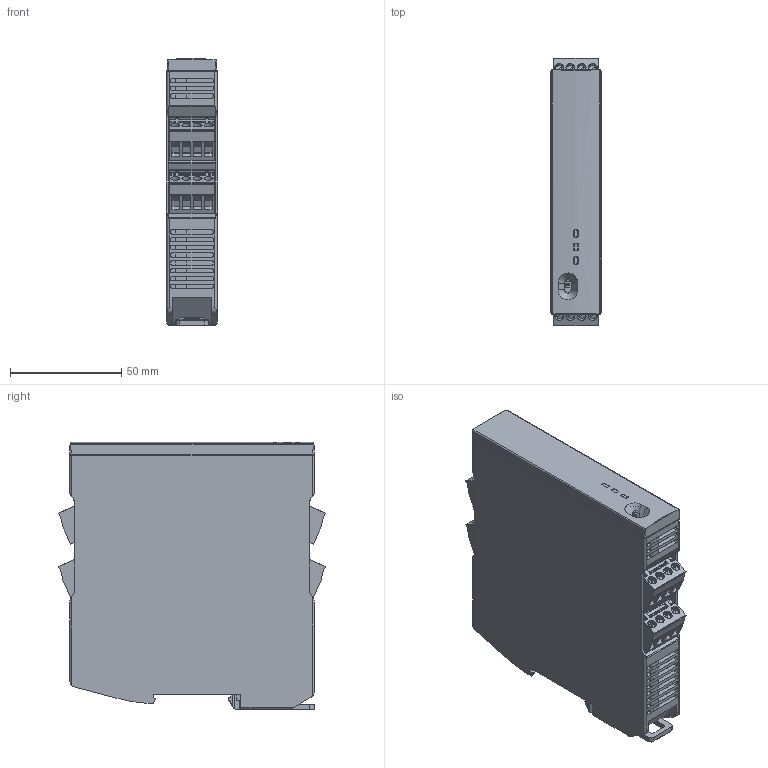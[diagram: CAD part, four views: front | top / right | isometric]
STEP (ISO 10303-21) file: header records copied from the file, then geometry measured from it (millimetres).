
FILE_DESCRIPTION(/* description */ ('STEP AP242','CAx-IF Rec.Pracs.---Representation and Presentation of Product Manufacturing Information (PMI)---4.0---2014-10-13','CAx-IF Rec.Pracs.---3D Tessellated Geometry---0.4---2014-09-14','2;1'),/* implementation_level */ '2;1');
FILE_NAME(/* name */ 'abb_2TLA010050R0000_Sentry SSR10 Safety relay 3NO+1NC_ +24 VDC_ screw',/* time_stamp */ '2025-09-26T19:24:32+02:00',/* author */ ('License CC BY-ND 4.0'),/* organization */ ('CADENAS'),/* preprocessor_version */ 'ST-DEVELOPER v19.3',/* originating_system */ 'PARTsolutions',/* authorisation */ ' ');
FILE_SCHEMA (('AP242_MANAGED_MODEL_BASED_3D_ENGINEERING_MIM_LF { 1 0 10303 442 1 1 4 }'));
Length unit declared in the file: millimetre
Products named in the file (5): abb_2TLA010050R0000_Sentry SSR10 Safety relay 3NO+1NC, +24 VDC, screw; abb_2TLA010050R0000_1; abb_2TLA010050R0000_2; abb_2TLA010050R0000_3; abb_2TLA010050R0000_4
Assembly tree (7 placements, depth 2):
  abb_2TLA010050R0000_Sentry SSR10 Safety relay 3NO+1NC, +24 VDC, screw
    abb_2TLA010050R0000_1
    abb_2TLA010050R0000_2
    abb_2TLA010050R0000_3
    abb_2TLA010050R0000_4  x4
Bounding box: 22.5 x 120 x 120.2 mm (x, y, z)
Volume: 253197.7 mm3; surface area: 65756.4 mm2
Topology: 7 solids, 7 shells, 1323 faces, 3769 edges, 2515 vertices
Faces by surface type: plane 959, cylinder 316, torus 32, cone 16
Full cylindrical faces by diameter (mm): 3.78 x16, 4 x16
Entity records: 33667 total; most frequent: CARTESIAN_POINT 5341, ORIENTED_EDGE 4998, DIRECTION 4738, EDGE_CURVE 2499, LINE 1878, VECTOR 1878, VERTEX_POINT 1667, AXIS2_PLACEMENT_3D 1430
